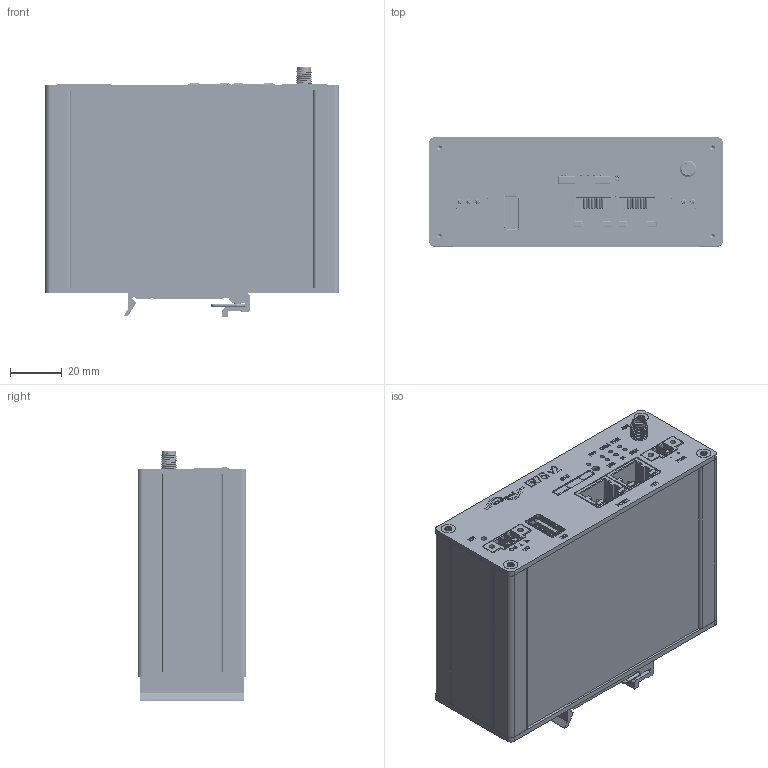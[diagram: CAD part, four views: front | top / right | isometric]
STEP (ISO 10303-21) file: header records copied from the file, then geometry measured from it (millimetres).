
FILE_DESCRIPTION (( 'STEP AP214' ), '1' );
FILE_NAME ('ER75i_v2B_SL.STEP', '2019-02-05T13:15:44', ( '' ), ( '' ), 'SwSTEP 2.0', 'SolidWorks 2018', '' );
FILE_SCHEMA (( 'AUTOMOTIVE_DESIGN' ));
Length unit declared in the file: millimetre
Products named in the file (22): B_RB-V2-11_2_ports; SIM_holder; CKK2_BRBV211_celo_320; MODEL_RJ45_METAL; SIM_912283001___ _________; 5075AUR-04WH_(USB-A)_D‚faut; M2_5x5_PH_silver; 691325110002(v2_pwr); ER75i_v2B_SL; Profil_BB-SBD40; PCB-ER-75I-V2-4; kolik_BB-SBD40; CKK2_box_Silver; 691325110003(v2_io); V2_ER75_2p_1sim_1rf; PCB-RB-V2-11; CKK2_zadni_celo; BB-SBD40_model_silver; M2_9x13_Torx_ISO14586_ST2,9 x 12; WSA-0804-02-01_(SMA); Pero_BB-SBD40; B_ER_75I_V2_4_1sim_1ant
Assembly tree (37 placements, depth 4):
  ER75i_v2B_SL
    CKK2_box_Silver
    CKK2_BRBV211_celo_320
    CKK2_zadni_celo
    M2_9x13_Torx_ISO14586_ST2,9 x 12  x8
    V2_ER75_2p_1sim_1rf
      B_RB-V2-11_2_ports
        PCB-RB-V2-11
        691325110002(v2_pwr)
        691325110003(v2_io)
        MODEL_RJ45_METAL  x2
        5075AUR-04WH_(USB-A)_D‚faut
      B_ER_75I_V2_4_1sim_1ant
        PCB-ER-75I-V2-4
        SIM_912283001___ _________
        WSA-0804-02-01_(SMA)
        SIM_holder
    BB-SBD40_model_silver  x2
      Profil_BB-SBD40
      kolik_BB-SBD40
      Pero_BB-SBD40
    M2_5x5_PH_silver  x8
Bounding box: 113.2 x 42 x 96.15 mm (x, y, z)
Volume: 107721.6 mm3; surface area: 133521.6 mm2
Topology: 44 solids, 44 shells, 5722 faces, 15774 edges, 10234 vertices
Faces by surface type: plane 3734, cylinder 1314, bspline 392, torus 148, cone 134
Entity records: 366068 total; most frequent: CARTESIAN_POINT 209473, ORIENTED_EDGE 27058, DIRECTION 22899, EDGE_CURVE 13529, LINE 10511, VECTOR 10511, VERTEX_POINT 8870, AXIS2_PLACEMENT_3D 6194
